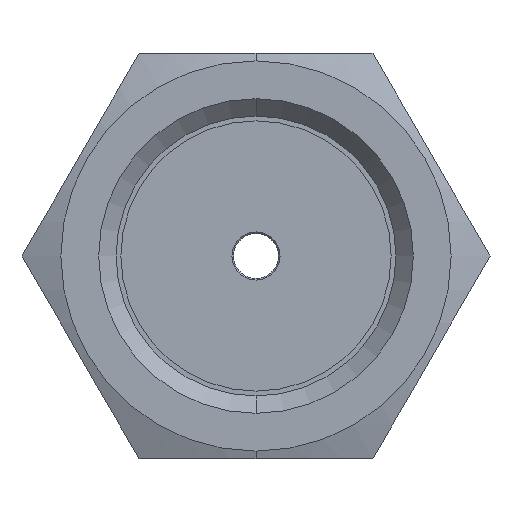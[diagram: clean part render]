
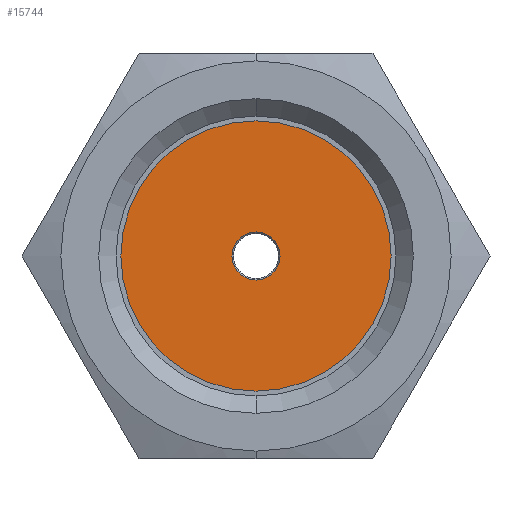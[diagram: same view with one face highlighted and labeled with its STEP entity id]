
A CAD part, left-side view. The second image highlights one B-rep face of the part: STEP entity #15744.
In plain terms, the highlighted planar face has unit normal (-1, 0, 0).
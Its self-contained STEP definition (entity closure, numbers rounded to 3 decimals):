
#549 = EDGE_LOOP ( 'NONE', ( #8912, #15159 ) ) ;
#622 = EDGE_CURVE ( 'NONE', #7640, #10414, #15621, .T. ) ;
#776 = CARTESIAN_POINT ( 'NONE',  ( -32., 0., 0. ) ) ;
#890 = CARTESIAN_POINT ( 'NONE',  ( -32., 9., 0. ) ) ;
#1672 = CIRCLE ( 'NONE', #2230, 9. ) ;
#2230 = AXIS2_PLACEMENT_3D ( 'NONE', #12110, #12258, #8320 ) ;
#2708 = AXIS2_PLACEMENT_3D ( 'NONE', #15223, #6269, #3590 ) ;
#2861 = DIRECTION ( 'NONE',  ( 0., 0., 1. ) ) ;
#3590 = DIRECTION ( 'NONE',  ( 0., 0., -1. ) ) ;
#3827 = VERTEX_POINT ( 'NONE', #8984 ) ;
#4103 = CIRCLE ( 'NONE', #15545, 1.6 ) ;
#4113 = EDGE_LOOP ( 'NONE', ( #8458, #8361 ) ) ;
#4586 = DIRECTION ( 'NONE',  ( 1., 0., 0. ) ) ;
#4812 = EDGE_CURVE ( 'NONE', #9858, #3827, #7915, .T. ) ;
#4995 = FACE_BOUND ( 'NONE', #549, .T. ) ;
#5335 = CARTESIAN_POINT ( 'NONE',  ( -32., 0., 1.6 ) ) ;
#5414 = DIRECTION ( 'NONE',  ( 1., 0., 0. ) ) ;
#6269 = DIRECTION ( 'NONE',  ( 1., 0., 0. ) ) ;
#7640 = VERTEX_POINT ( 'NONE', #5335 ) ;
#7915 = CIRCLE ( 'NONE', #2708, 9. ) ;
#8098 = CARTESIAN_POINT ( 'NONE',  ( -32., 0., -9. ) ) ;
#8210 = DIRECTION ( 'NONE',  ( 0., 0., 1. ) ) ;
#8320 = DIRECTION ( 'NONE',  ( 0., 0., -1. ) ) ;
#8361 = ORIENTED_EDGE ( 'NONE', *, *, #12592, .F. ) ;
#8458 = ORIENTED_EDGE ( 'NONE', *, *, #4812, .F. ) ;
#8912 = ORIENTED_EDGE ( 'NONE', *, *, #622, .T. ) ;
#8984 = CARTESIAN_POINT ( 'NONE',  ( -32., 0., 9. ) ) ;
#9082 = CARTESIAN_POINT ( 'NONE',  ( -32., 0., 0. ) ) ;
#9784 = AXIS2_PLACEMENT_3D ( 'NONE', #890, #11251, #11192 ) ;
#9858 = VERTEX_POINT ( 'NONE', #8098 ) ;
#10414 = VERTEX_POINT ( 'NONE', #15498 ) ;
#11192 = DIRECTION ( 'NONE',  ( 0., 0., 1. ) ) ;
#11251 = DIRECTION ( 'NONE',  ( -1., 0., 0. ) ) ;
#11300 = PLANE ( 'NONE',  #9784 ) ;
#12110 = CARTESIAN_POINT ( 'NONE',  ( -32., 0., 0. ) ) ;
#12258 = DIRECTION ( 'NONE',  ( 1., 0., 0. ) ) ;
#12592 = EDGE_CURVE ( 'NONE', #3827, #9858, #1672, .T. ) ;
#12613 = EDGE_CURVE ( 'NONE', #10414, #7640, #4103, .T. ) ;
#13151 = FACE_OUTER_BOUND ( 'NONE', #4113, .T. ) ;
#15159 = ORIENTED_EDGE ( 'NONE', *, *, #12613, .T. ) ;
#15223 = CARTESIAN_POINT ( 'NONE',  ( -32., 0., 0. ) ) ;
#15498 = CARTESIAN_POINT ( 'NONE',  ( -32., 0., -1.6 ) ) ;
#15545 = AXIS2_PLACEMENT_3D ( 'NONE', #776, #4586, #8210 ) ;
#15621 = CIRCLE ( 'NONE', #15623, 1.6 ) ;
#15623 = AXIS2_PLACEMENT_3D ( 'NONE', #9082, #5414, #2861 ) ;
#15744 = ADVANCED_FACE ( 'NONE', ( #4995, #13151 ), #11300, .T. ) ;
